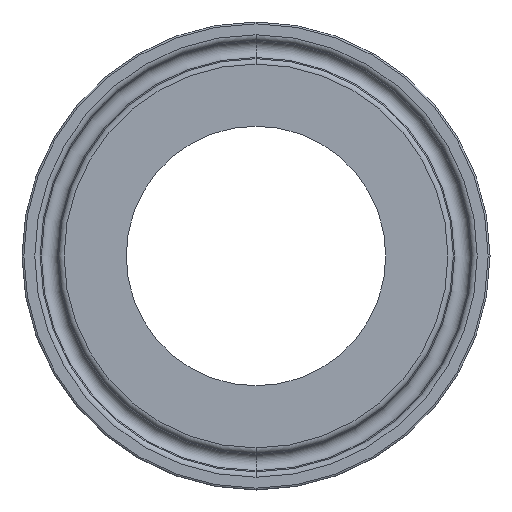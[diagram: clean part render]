
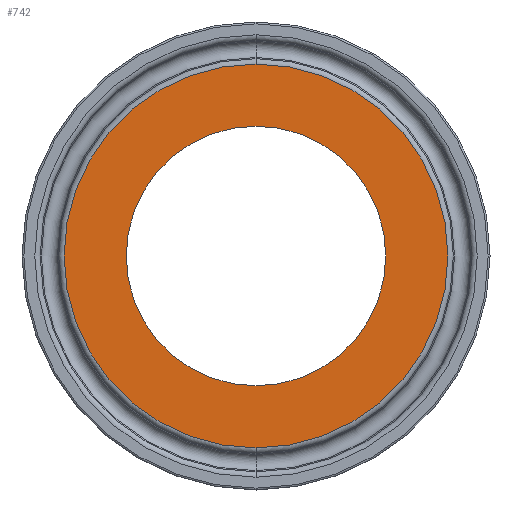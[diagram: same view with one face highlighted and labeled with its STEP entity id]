
A CAD part, front view. The second image highlights one B-rep face of the part: STEP entity #742.
In plain terms, the highlighted planar face has unit normal (0, -1, 0).
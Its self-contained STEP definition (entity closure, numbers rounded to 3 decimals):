
#53 = VERTEX_POINT ( 'NONE', #1414 ) ;
#90 = VERTEX_POINT ( 'NONE', #186 ) ;
#109 = DIRECTION ( 'NONE',  ( 0., 0., 1. ) ) ;
#116 = DIRECTION ( 'NONE',  ( 0., -1., 0. ) ) ;
#153 = DIRECTION ( 'NONE',  ( 0., 0., 1. ) ) ;
#160 = ORIENTED_EDGE ( 'NONE', *, *, #883, .T. ) ;
#184 = DIRECTION ( 'NONE',  ( 0., 1., 0. ) ) ;
#186 = CARTESIAN_POINT ( 'NONE',  ( 0., 0., -26.247 ) ) ;
#277 = DIRECTION ( 'NONE',  ( 0., 1., 0. ) ) ;
#320 = CIRCLE ( 'NONE', #559, 26.247 ) ;
#345 = AXIS2_PLACEMENT_3D ( 'NONE', #1063, #277, #1382 ) ;
#435 = EDGE_CURVE ( 'NONE', #90, #53, #878, .T. ) ;
#441 = ORIENTED_EDGE ( 'NONE', *, *, #435, .T. ) ;
#463 = CARTESIAN_POINT ( 'NONE',  ( 0., 0., -17.75 ) ) ;
#531 = EDGE_CURVE ( 'NONE', #53, #90, #320, .T. ) ;
#559 = AXIS2_PLACEMENT_3D ( 'NONE', #892, #116, #1332 ) ;
#598 = DIRECTION ( 'NONE',  ( 0., 1., 0. ) ) ;
#685 = DIRECTION ( 'NONE',  ( 0., -1., 0. ) ) ;
#694 = CARTESIAN_POINT ( 'NONE',  ( 0., 0., 0. ) ) ;
#727 = CARTESIAN_POINT ( 'NONE',  ( 0., 0., 17.75 ) ) ;
#742 = ADVANCED_FACE ( 'NONE', ( #1110, #925 ), #1145, .F. ) ;
#744 = VERTEX_POINT ( 'NONE', #463 ) ;
#824 = CARTESIAN_POINT ( 'NONE',  ( 0., 0., 0. ) ) ;
#842 = CIRCLE ( 'NONE', #1004, 17.75 ) ;
#856 = ORIENTED_EDGE ( 'NONE', *, *, #531, .T. ) ;
#878 = CIRCLE ( 'NONE', #1045, 26.247 ) ;
#883 = EDGE_CURVE ( 'NONE', #744, #1196, #973, .T. ) ;
#892 = CARTESIAN_POINT ( 'NONE',  ( 0., 0., 0. ) ) ;
#920 = CARTESIAN_POINT ( 'NONE',  ( 17.75, 0., 0. ) ) ;
#925 = FACE_BOUND ( 'NONE', #1043, .T. ) ;
#973 = CIRCLE ( 'NONE', #345, 17.75 ) ;
#1004 = AXIS2_PLACEMENT_3D ( 'NONE', #824, #184, #153 ) ;
#1043 = EDGE_LOOP ( 'NONE', ( #160, #1322 ) ) ;
#1045 = AXIS2_PLACEMENT_3D ( 'NONE', #694, #685, #1236 ) ;
#1063 = CARTESIAN_POINT ( 'NONE',  ( 0., 0., 0. ) ) ;
#1110 = FACE_OUTER_BOUND ( 'NONE', #1257, .T. ) ;
#1145 = PLANE ( 'NONE',  #1395 ) ;
#1196 = VERTEX_POINT ( 'NONE', #727 ) ;
#1236 = DIRECTION ( 'NONE',  ( 0., 0., 1. ) ) ;
#1257 = EDGE_LOOP ( 'NONE', ( #856, #441 ) ) ;
#1322 = ORIENTED_EDGE ( 'NONE', *, *, #1367, .T. ) ;
#1332 = DIRECTION ( 'NONE',  ( 0., 0., 1. ) ) ;
#1367 = EDGE_CURVE ( 'NONE', #1196, #744, #842, .T. ) ;
#1382 = DIRECTION ( 'NONE',  ( 0., 0., 1. ) ) ;
#1395 = AXIS2_PLACEMENT_3D ( 'NONE', #920, #598, #109 ) ;
#1414 = CARTESIAN_POINT ( 'NONE',  ( 0., 0., 26.247 ) ) ;
